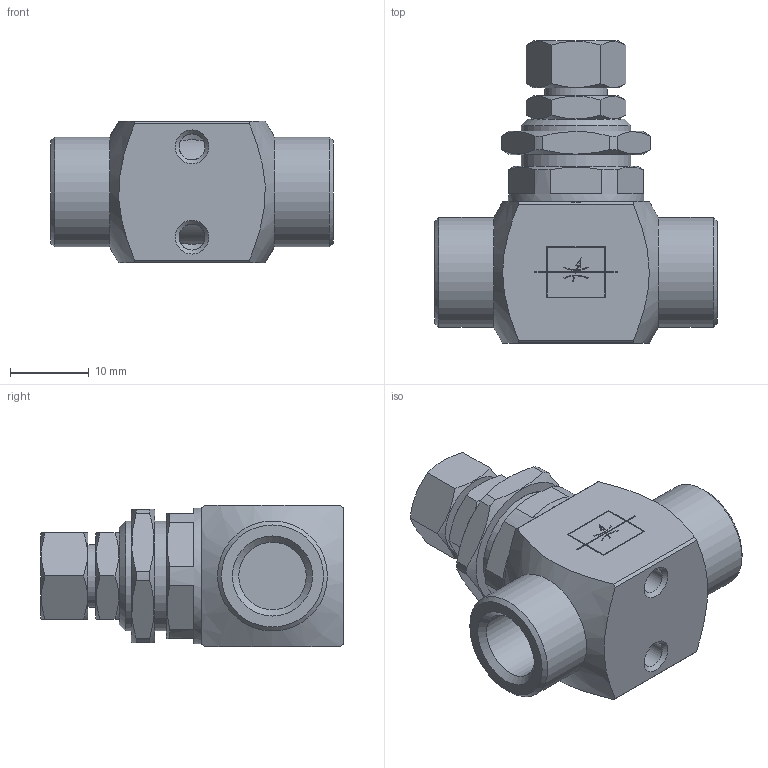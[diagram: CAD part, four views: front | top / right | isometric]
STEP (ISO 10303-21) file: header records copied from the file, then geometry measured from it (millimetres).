
FILE_DESCRIPTION(( 'MAL.94.18.18.stp' ), '1');
FILE_NAME( 'MAL.94.18.18.stp', '2021-02-19T16:28:35',( 'Sopra'),('sopra-pneumatic.com'), 'SwSTEP 2.0','SolidWorks 2009','' );
FILE_SCHEMA( ( 'AUTOMOTIVE_DESIGN { 1 0 10303 214 1 1 1 1 }' ) );
Length unit declared in the file: metre
Products named in the file (1): NONE
Bounding box: 36 x 38.5 x 18 mm (x, y, z)
Volume: 10733.4 mm3; surface area: 4318.9 mm2
Topology: 1 solids, 2 shells, 145 faces, 387 edges, 260 vertices
Faces by surface type: plane 91, cylinder 33, cone 21
Full cylindrical faces by diameter (mm): 3.3 x2, 8 x1, 8.6 x2, 14 x4, 17.3 x1
Entity records: 5999 total; most frequent: CARTESIAN_POINT 1431, ORIENTED_EDGE 700, DIRECTION 648, EDGE_CURVE 350, VERTEX_POINT 253, AXIS2_PLACEMENT_3D 231, EDGE_LOOP 188, LINE 186
